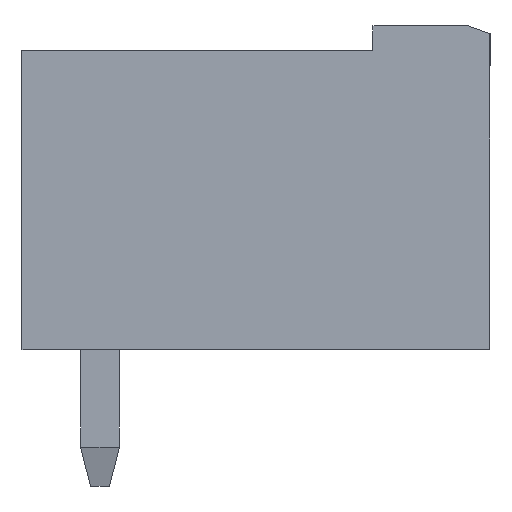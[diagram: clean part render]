
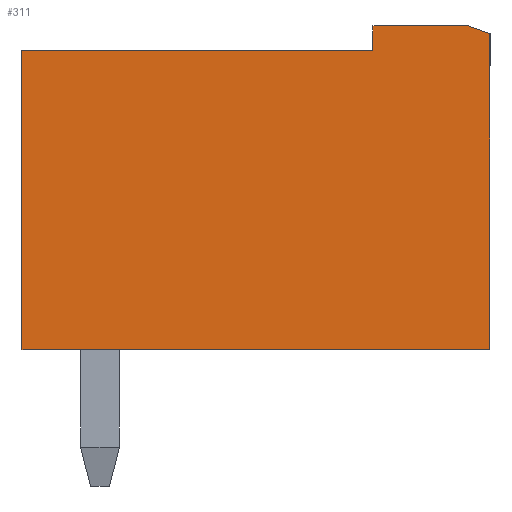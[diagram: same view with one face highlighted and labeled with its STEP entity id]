
A CAD part, left-side view. The second image highlights one B-rep face of the part: STEP entity #311.
In plain terms, the highlighted planar face has unit normal (-1, 0, 0).
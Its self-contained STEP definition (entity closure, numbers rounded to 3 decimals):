
#80=CARTESIAN_POINT('',(-7.505,-7.,7.67));
#81=VERTEX_POINT('',#80);
#88=CARTESIAN_POINT('',(-7.505,-7.,8.3));
#89=VERTEX_POINT('',#88);
#90=CARTESIAN_POINT('',(-7.505,-7.,7.67));
#91=DIRECTION('',(0.0,0.0,1.0));
#92=VECTOR('',#91,0.63);
#93=LINE('',#90,#92);
#94=EDGE_CURVE('',#81,#89,#93,.T.);
#118=CARTESIAN_POINT('',(-7.505,2.,7.67));
#119=VERTEX_POINT('',#118);
#126=CARTESIAN_POINT('',(-7.505,2.,7.67));
#127=DIRECTION('',(0.0,-1.0,0.0));
#128=VECTOR('',#127,9.0);
#129=LINE('',#126,#128);
#130=EDGE_CURVE('',#119,#81,#129,.T.);
#149=CARTESIAN_POINT('',(-7.505,2.,0.));
#150=VERTEX_POINT('',#149);
#157=CARTESIAN_POINT('',(-7.505,2.,0.));
#158=DIRECTION('',(0.0,0.0,1.0));
#159=VECTOR('',#158,7.67);
#160=LINE('',#157,#159);
#161=EDGE_CURVE('',#150,#119,#160,.T.);
#180=CARTESIAN_POINT('',(-7.505,-10.,0.));
#181=VERTEX_POINT('',#180);
#188=CARTESIAN_POINT('',(-7.505,-10.,0.));
#189=DIRECTION('',(0.0,1.0,0.0));
#190=VECTOR('',#189,12.0);
#191=LINE('',#188,#190);
#192=EDGE_CURVE('',#181,#150,#191,.T.);
#211=CARTESIAN_POINT('',(-7.505,-10.,8.1));
#212=VERTEX_POINT('',#211);
#219=CARTESIAN_POINT('',(-7.505,-10.,0.));
#220=DIRECTION('',(0.0,0.0,1.0));
#221=VECTOR('',#220,8.1);
#222=LINE('',#219,#221);
#223=EDGE_CURVE('',#181,#212,#222,.T.);
#243=CARTESIAN_POINT('',(-7.505,-9.451,8.3));
#244=VERTEX_POINT('',#243);
#245=CARTESIAN_POINT('',(-7.505,-7.,8.3));
#246=DIRECTION('',(0.0,-1.0,0.0));
#247=VECTOR('',#246,2.451);
#248=LINE('',#245,#247);
#249=EDGE_CURVE('',#89,#244,#248,.T.);
#272=CARTESIAN_POINT('',(-7.505,-9.451,8.3));
#273=DIRECTION('',(0.,-0.94,-0.342));
#274=VECTOR('',#273,0.585);
#275=LINE('',#272,#274);
#276=EDGE_CURVE('',#244,#212,#275,.T.);
#297=CARTESIAN_POINT('',(-7.505,38.627,-37.773));
#298=DIRECTION('',(-1.0,0.0,0.0));
#299=DIRECTION('',(0.0,-1.0,0.0));
#300=AXIS2_PLACEMENT_3D('',#297,#298,#299);
#301=PLANE('',#300);
#302=ORIENTED_EDGE('',*,*,#223,.T.);
#303=ORIENTED_EDGE('',*,*,#276,.F.);
#304=ORIENTED_EDGE('',*,*,#249,.F.);
#305=ORIENTED_EDGE('',*,*,#94,.F.);
#306=ORIENTED_EDGE('',*,*,#130,.F.);
#307=ORIENTED_EDGE('',*,*,#161,.F.);
#308=ORIENTED_EDGE('',*,*,#192,.F.);
#309=EDGE_LOOP('',(#302,#303,#304,#305,#306,#307,#308));
#310=FACE_OUTER_BOUND('',#309,.T.);
#311=ADVANCED_FACE('',(#310),#301,.T.);
